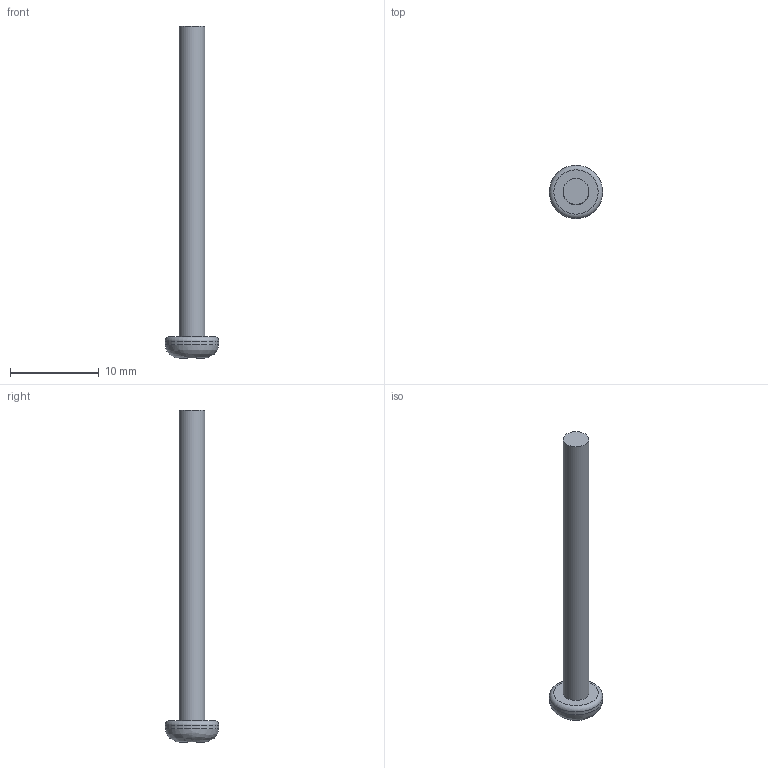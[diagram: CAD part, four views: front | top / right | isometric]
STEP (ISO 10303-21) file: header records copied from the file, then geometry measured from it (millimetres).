
FILE_DESCRIPTION(/* description */ (''),/* implementation_level */ '2;1');
FILE_NAME(/* name */ 'Screw_M3x35_v1.step',/* time_stamp */ '2022-03-24T13:13:49+04:00',/* author */ (''),/* organization */ (''),/* preprocessor_version */ 'ST-DEVELOPER v18.1',/* originating_system */ 'Autodesk Translation Framework v10.13.0.1454',/* authorisation */ '');
FILE_SCHEMA (('AUTOMOTIVE_DESIGN { 1 0 10303 214 3 1 1 }'));
Length unit declared in the file: millimetre
Products named in the file (1): Screw M3x35
Bounding box: 6 x 6 x 37.4 mm (x, y, z)
Volume: 288.3 mm3; surface area: 420.2 mm2
Topology: 1 solids, 1 shells, 23 faces, 58 edges, 38 vertices
Faces by surface type: plane 19, cylinder 2, bspline 1, torus 1
Full cylindrical faces by diameter (mm): 2.927 x1, 6 x1
Entity records: 762 total; most frequent: CARTESIAN_POINT 196, ORIENTED_EDGE 116, DIRECTION 100, EDGE_CURVE 58, VERTEX_POINT 38, LINE 34, VECTOR 34, AXIS2_PLACEMENT_3D 33
